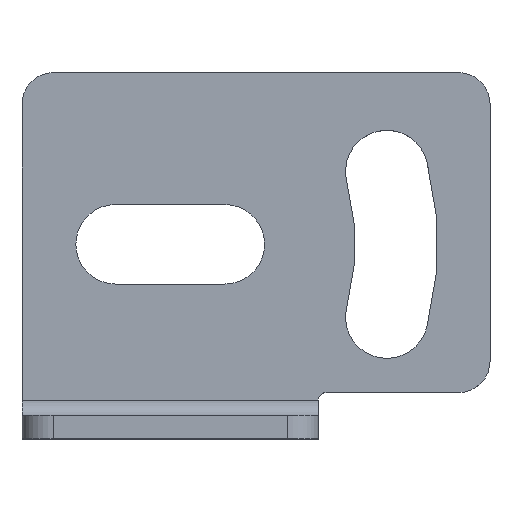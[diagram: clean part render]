
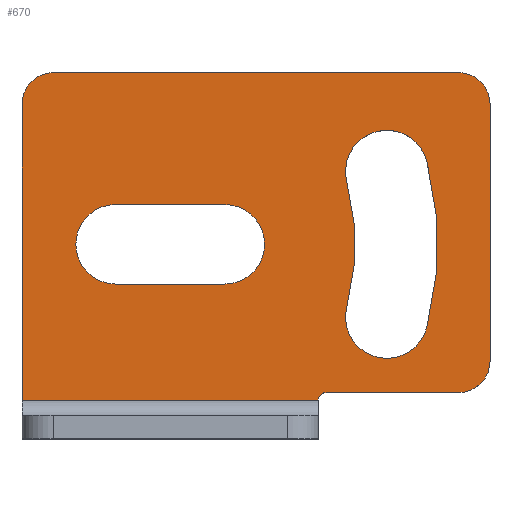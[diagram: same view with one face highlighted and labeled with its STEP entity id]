
A CAD part, top view. The second image highlights one B-rep face of the part: STEP entity #670.
In plain terms, the highlighted planar face has unit normal (0, 0, 1).
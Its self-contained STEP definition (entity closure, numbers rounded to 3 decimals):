
#33=DIRECTION('',(0.,-1.,0.));
#34=VECTOR('',#33,19.);
#35=CARTESIAN_POINT('',(0.,20.,0.));
#36=LINE('',#35,#34);
#37=CARTESIAN_POINT('',(2.,20.,0.));
#38=DIRECTION('',(0.,0.,1.));
#39=DIRECTION('',(0.,1.,0.));
#40=AXIS2_PLACEMENT_3D('',#37,#38,#39);
#42=DIRECTION('',(-1.,0.,0.));
#43=VECTOR('',#42,26.);
#44=CARTESIAN_POINT('',(28.,22.,0.));
#45=LINE('',#44,#43);
#46=CARTESIAN_POINT('',(28.,20.,0.));
#47=DIRECTION('',(0.,0.,1.));
#48=DIRECTION('',(1.,0.,0.));
#49=AXIS2_PLACEMENT_3D('',#46,#47,#48);
#51=DIRECTION('',(0.,1.,0.));
#52=VECTOR('',#51,16.5);
#53=CARTESIAN_POINT('',(30.,3.5,0.));
#54=LINE('',#53,#52);
#55=CARTESIAN_POINT('',(28.,3.5,0.));
#56=DIRECTION('',(0.,0.,1.));
#57=DIRECTION('',(0.,-1.,0.));
#58=AXIS2_PLACEMENT_3D('',#55,#56,#57);
#60=DIRECTION('',(1.,0.,0.));
#61=VECTOR('',#60,8.5);
#62=CARTESIAN_POINT('',(19.5,1.5,0.));
#63=LINE('',#62,#61);
#64=CARTESIAN_POINT('',(19.5,1.,0.));
#65=DIRECTION('',(0.,0.,-1.));
#66=DIRECTION('',(-1.,0.,0.));
#67=AXIS2_PLACEMENT_3D('',#64,#65,#66);
#69=CARTESIAN_POINT('',(13.,11.,0.));
#70=DIRECTION('',(0.,0.,1.));
#71=DIRECTION('',(0.,-1.,0.));
#72=AXIS2_PLACEMENT_3D('',#69,#70,#71);
#74=DIRECTION('',(1.,0.,0.));
#75=VECTOR('',#74,7.);
#76=CARTESIAN_POINT('',(6.,13.55,0.));
#77=LINE('',#76,#75);
#78=CARTESIAN_POINT('',(6.,11.,0.));
#79=DIRECTION('',(0.,0.,1.));
#80=DIRECTION('',(0.,1.,0.));
#81=AXIS2_PLACEMENT_3D('',#78,#79,#80);
#83=DIRECTION('',(-1.,0.,0.));
#84=VECTOR('',#83,7.);
#85=CARTESIAN_POINT('',(13.,8.45,0.));
#86=LINE('',#85,#84);
#87=CARTESIAN_POINT('',(23.387,6.341,0.));
#88=DIRECTION('',(0.,0.,1.));
#89=DIRECTION('',(-0.966,0.259,0.));
#90=AXIS2_PLACEMENT_3D('',#87,#88,#89);
#92=CARTESIAN_POINT('',(6.,11.,0.));
#93=DIRECTION('',(0.,0.,1.));
#94=DIRECTION('',(0.966,-0.259,0.));
#95=AXIS2_PLACEMENT_3D('',#92,#93,#94);
#97=CARTESIAN_POINT('',(23.387,15.659,0.));
#98=DIRECTION('',(0.,0.,1.));
#99=DIRECTION('',(0.966,0.259,0.));
#100=AXIS2_PLACEMENT_3D('',#97,#98,#99);
#102=CARTESIAN_POINT('',(6.,11.,0.));
#103=DIRECTION('',(0.,0.,1.));
#104=DIRECTION('',(0.966,-0.259,0.));
#105=AXIS2_PLACEMENT_3D('',#102,#103,#104);
#116=DIRECTION('',(1.,0.,0.));
#117=VECTOR('',#116,19.);
#118=CARTESIAN_POINT('',(0.,1.,0.));
#119=LINE('',#118,#117);
#493=CARTESIAN_POINT('',(19.,1.,0.));
#494=CARTESIAN_POINT('',(19.5,1.5,0.));
#495=VERTEX_POINT('',#493);
#496=VERTEX_POINT('',#494);
#497=CARTESIAN_POINT('',(28.,1.5,0.));
#498=VERTEX_POINT('',#497);
#499=CARTESIAN_POINT('',(30.,3.5,0.));
#500=VERTEX_POINT('',#499);
#501=CARTESIAN_POINT('',(30.,20.,0.));
#502=VERTEX_POINT('',#501);
#503=CARTESIAN_POINT('',(28.,22.,0.));
#504=VERTEX_POINT('',#503);
#505=CARTESIAN_POINT('',(2.,22.,0.));
#506=VERTEX_POINT('',#505);
#507=CARTESIAN_POINT('',(0.,20.,0.));
#508=VERTEX_POINT('',#507);
#549=CARTESIAN_POINT('',(0.,1.,0.));
#550=VERTEX_POINT('',#549);
#553=CARTESIAN_POINT('',(13.,8.45,0.));
#554=CARTESIAN_POINT('',(13.,13.55,0.));
#555=VERTEX_POINT('',#553);
#556=VERTEX_POINT('',#554);
#557=CARTESIAN_POINT('',(6.,8.45,0.));
#558=VERTEX_POINT('',#557);
#559=CARTESIAN_POINT('',(6.,13.55,0.));
#560=VERTEX_POINT('',#559);
#569=CARTESIAN_POINT('',(20.827,7.027,0.));
#570=CARTESIAN_POINT('',(25.946,5.655,0.));
#571=VERTEX_POINT('',#569);
#572=VERTEX_POINT('',#570);
#573=CARTESIAN_POINT('',(20.827,14.973,0.));
#574=VERTEX_POINT('',#573);
#575=CARTESIAN_POINT('',(25.946,16.345,0.));
#576=VERTEX_POINT('',#575);
#625=CARTESIAN_POINT('',(0.,0.,0.));
#626=DIRECTION('',(0.,0.,1.));
#627=DIRECTION('',(1.,0.,0.));
#628=AXIS2_PLACEMENT_3D('',#625,#626,#627);
#629=PLANE('',#628);
#631=ORIENTED_EDGE('',*,*,#630,.F.);
#633=ORIENTED_EDGE('',*,*,#632,.F.);
#635=ORIENTED_EDGE('',*,*,#634,.F.);
#637=ORIENTED_EDGE('',*,*,#636,.F.);
#639=ORIENTED_EDGE('',*,*,#638,.F.);
#641=ORIENTED_EDGE('',*,*,#640,.F.);
#643=ORIENTED_EDGE('',*,*,#642,.F.);
#645=ORIENTED_EDGE('',*,*,#644,.F.);
#647=ORIENTED_EDGE('',*,*,#646,.F.);
#648=EDGE_LOOP('',(#631,#633,#635,#637,#639,#641,#643,#645,#647));
#649=FACE_OUTER_BOUND('',#648,.F.);
#651=ORIENTED_EDGE('',*,*,#650,.T.);
#653=ORIENTED_EDGE('',*,*,#652,.F.);
#655=ORIENTED_EDGE('',*,*,#654,.T.);
#657=ORIENTED_EDGE('',*,*,#656,.F.);
#658=EDGE_LOOP('',(#651,#653,#655,#657));
#659=FACE_BOUND('',#658,.F.);
#661=ORIENTED_EDGE('',*,*,#660,.T.);
#663=ORIENTED_EDGE('',*,*,#662,.T.);
#665=ORIENTED_EDGE('',*,*,#664,.T.);
#667=ORIENTED_EDGE('',*,*,#666,.F.);
#668=EDGE_LOOP('',(#661,#663,#665,#667));
#669=FACE_BOUND('',#668,.F.);
#670=ADVANCED_FACE('',(#649,#659,#669),#629,.T.);
#41=CIRCLE('',#40,2.);
#50=CIRCLE('',#49,2.);
#59=CIRCLE('',#58,2.);
#68=CIRCLE('',#67,0.5);
#73=CIRCLE('',#72,2.55);
#82=CIRCLE('',#81,2.55);
#91=CIRCLE('',#90,2.65);
#96=CIRCLE('',#95,20.65);
#101=CIRCLE('',#100,2.65);
#106=CIRCLE('',#105,15.35);
#630=EDGE_CURVE('',#550,#495,#119,.T.);
#632=EDGE_CURVE('',#508,#550,#36,.T.);
#634=EDGE_CURVE('',#506,#508,#41,.T.);
#636=EDGE_CURVE('',#504,#506,#45,.T.);
#638=EDGE_CURVE('',#502,#504,#50,.T.);
#640=EDGE_CURVE('',#500,#502,#54,.T.);
#642=EDGE_CURVE('',#498,#500,#59,.T.);
#644=EDGE_CURVE('',#496,#498,#63,.T.);
#646=EDGE_CURVE('',#495,#496,#68,.T.);
#650=EDGE_CURVE('',#555,#556,#73,.T.);
#652=EDGE_CURVE('',#560,#556,#77,.T.);
#654=EDGE_CURVE('',#560,#558,#82,.T.);
#656=EDGE_CURVE('',#555,#558,#86,.T.);
#660=EDGE_CURVE('',#571,#572,#91,.T.);
#662=EDGE_CURVE('',#572,#576,#96,.T.);
#664=EDGE_CURVE('',#576,#574,#101,.T.);
#666=EDGE_CURVE('',#571,#574,#106,.T.);
